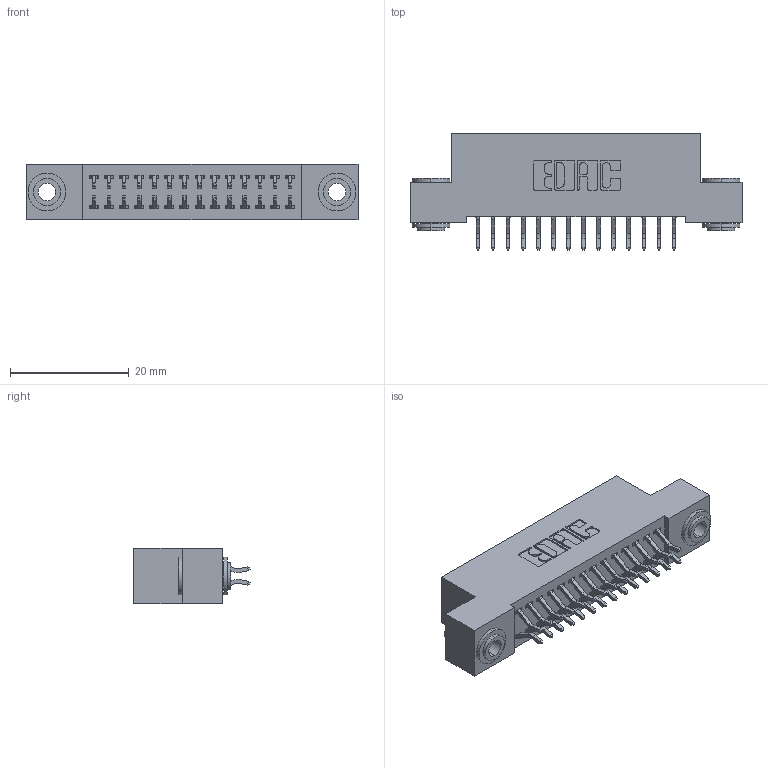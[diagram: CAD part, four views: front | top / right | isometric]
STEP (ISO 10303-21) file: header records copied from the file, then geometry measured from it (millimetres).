
FILE_DESCRIPTION (( 'STEP AP203' ), '1' );
FILE_NAME ('392-028-556-203.STEP', '2018-08-15T21:23:18', ( '' ), ( '' ), 'SwSTEP 2.0', 'SolidWorks 2016', '' );
FILE_SCHEMA (( 'CONFIG_CONTROL_DESIGN' ));
Length unit declared in the file: inch
Products named in the file (4): 392-028-556-203; 342 Part_.156 TH; 345-292-001_556 Tail; 342-250-002_345-250-002-102
Assembly tree (31 placements, depth 2):
  392-028-556-203
    342 Part_.156 TH
    345-292-001_556 Tail  x28
    342-250-002_345-250-002-102  x2
Bounding box: 55.88 x 19.58 x 9.4 mm (x, y, z)
Volume: 4910.4 mm3; surface area: 7489.9 mm2
Topology: 31 solids, 31 shells, 1772 faces, 5219 edges, 3438 vertices
Faces by surface type: plane 1196, cylinder 568, cone 8
Entity records: 13366 total; most frequent: CARTESIAN_POINT 2237, ORIENTED_EDGE 2154, DIRECTION 1983, EDGE_CURVE 1077, LINE 917, VECTOR 917, VERTEX_POINT 714, AXIS2_PLACEMENT_3D 533
